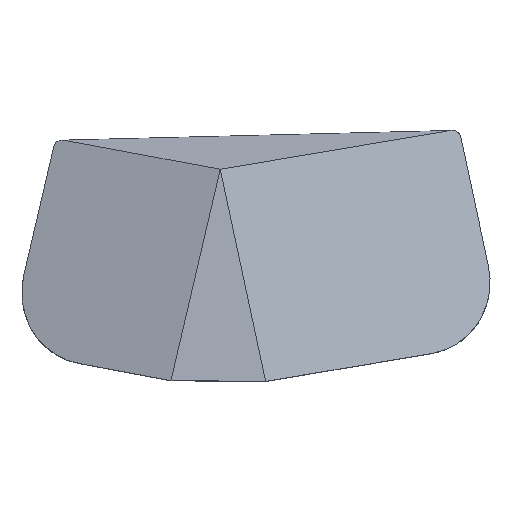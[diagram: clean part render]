
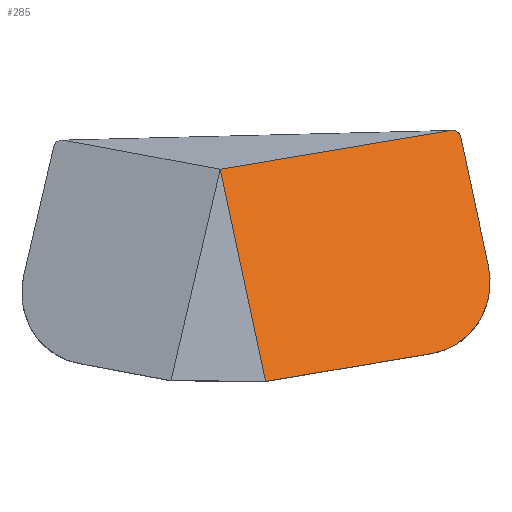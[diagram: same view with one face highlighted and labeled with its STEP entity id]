
A CAD part, top view. The second image highlights one B-rep face of the part: STEP entity #285.
In plain terms, the highlighted planar face has unit normal (0.294, 0.186, 0.937).
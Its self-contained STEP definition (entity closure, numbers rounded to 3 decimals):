
#24 = VERTEX_POINT('',#25);
#25 = CARTESIAN_POINT('',(307.602,-109.963,
    75.355));
#32 = PLANE('',#33);
#33 = AXIS2_PLACEMENT_3D('',#34,#35,#36);
#34 = CARTESIAN_POINT('',(291.898,-36.714,
    -9.288));
#35 = DIRECTION('',(0.978,0.21,-0.));
#36 = DIRECTION('',(-0.208,0.97,-0.128));
#44 = SURFACE_OF_LINEAR_EXTRUSION('',#45,#50);
#45 = CIRCLE('',#46,90.);
#46 = AXIS2_PLACEMENT_3D('',#47,#48,#49);
#47 = CARTESIAN_POINT('',(223.644,-124.124,-45.483
    ));
#48 = DIRECTION('',(0.294,0.186,0.937));
#49 = DIRECTION('',(0.208,-0.97,0.128));
#50 = VECTOR('',#51,1.);
#51 = DIRECTION('',(0.,0.,1.));
#86 = VERTEX_POINT('',#87);
#87 = CARTESIAN_POINT('',(276.194,36.536,56.068
    ));
#101 = SURFACE_OF_LINEAR_EXTRUSION('',#102,#107);
#102 = CIRCLE('',#103,10.);
#103 = AXIS2_PLACEMENT_3D('',#104,#105,#106);
#104 = CARTESIAN_POINT('',(266.866,34.962,
    -90.691));
#105 = DIRECTION('',(0.294,0.186,0.937));
#106 = DIRECTION('',(0.933,0.157,-0.324));
#107 = VECTOR('',#108,1.);
#108 = DIRECTION('',(0.,0.,1.));
#115 = EDGE_CURVE('',#24,#86,#116,.T.);
#116 = SURFACE_CURVE('',#117,(#121,#128),.PCURVE_S1.);
#117 = LINE('',#118,#119);
#118 = CARTESIAN_POINT('',(307.602,-109.963,
    75.355));
#119 = VECTOR('',#120,1.);
#120 = DIRECTION('',(-0.208,0.97,-0.128));
#121 = PCURVE('',#32,#122);
#122 = DEFINITIONAL_REPRESENTATION('',(#123),#127);
#123 = LINE('',#124,#125);
#124 = CARTESIAN_POINT('',(-85.108,74.386));
#125 = VECTOR('',#126,1.);
#126 = DIRECTION('',(1.,0.));
#127 = ( GEOMETRIC_REPRESENTATION_CONTEXT(2) 
PARAMETRIC_REPRESENTATION_CONTEXT() REPRESENTATION_CONTEXT('2D SPACE',''
  ) );
#128 = PCURVE('',#129,#134);
#129 = PLANE('',#130);
#130 = AXIS2_PLACEMENT_3D('',#131,#132,#133);
#131 = CARTESIAN_POINT('',(155.626,-94.906,
    120.047));
#132 = DIRECTION('',(0.294,0.186,0.937));
#133 = DIRECTION('',(0.954,0.,-0.299));
#134 = DEFINITIONAL_REPRESENTATION('',(#135),#139);
#135 = LINE('',#136,#137);
#136 = CARTESIAN_POINT('',(158.386,-15.326));
#137 = VECTOR('',#138,1.);
#138 = DIRECTION('',(-0.16,0.987));
#139 = ( GEOMETRIC_REPRESENTATION_CONTEXT(2) 
PARAMETRIC_REPRESENTATION_CONTEXT() REPRESENTATION_CONTEXT('2D SPACE',''
  ) );
#147 = VERTEX_POINT('',#148);
#148 = CARTESIAN_POINT('',(242.356,-211.404,
    116.007));
#161 = PLANE('',#162);
#162 = AXIS2_PLACEMENT_3D('',#163,#164,#165);
#163 = CARTESIAN_POINT('',(147.277,-227.44,
    74.031));
#164 = DIRECTION('',(0.166,-0.986,0.));
#165 = DIRECTION('',(0.933,0.157,-0.324));
#264 = EDGE_CURVE('',#147,#24,#265,.T.);
#265 = SURFACE_CURVE('',#266,(#271,#278),.PCURVE_S1.);
#266 = CIRCLE('',#267,90.);
#267 = AXIS2_PLACEMENT_3D('',#268,#269,#270);
#268 = CARTESIAN_POINT('',(223.644,-124.124,
    104.517));
#269 = DIRECTION('',(0.294,0.186,0.937));
#270 = DIRECTION('',(0.208,-0.97,0.128));
#271 = PCURVE('',#44,#272);
#272 = DEFINITIONAL_REPRESENTATION('',(#273),#277);
#273 = LINE('',#274,#275);
#274 = CARTESIAN_POINT('',(0.,150.));
#275 = VECTOR('',#276,1.);
#276 = DIRECTION('',(1.,0.));
#277 = ( GEOMETRIC_REPRESENTATION_CONTEXT(2) 
PARAMETRIC_REPRESENTATION_CONTEXT() REPRESENTATION_CONTEXT('2D SPACE',''
  ) );
#278 = PCURVE('',#129,#279);
#279 = DEFINITIONAL_REPRESENTATION('',(#280),#284);
#280 = CIRCLE('',#281,90.);
#281 = AXIS2_PLACEMENT_2D('',#282,#283);
#282 = CARTESIAN_POINT('',(69.548,-29.74));
#283 = DIRECTION('',(0.16,-0.987));
#284 = ( GEOMETRIC_REPRESENTATION_CONTEXT(2) 
PARAMETRIC_REPRESENTATION_CONTEXT() REPRESENTATION_CONTEXT('2D SPACE',''
  ) );
#285 = ADVANCED_FACE('',(#286),#129,.T.);
#286 = FACE_BOUND('',#287,.T.);
#287 = EDGE_LOOP('',(#288,#318,#339,#340,#341,#365));
#288 = ORIENTED_EDGE('',*,*,#289,.T.);
#289 = EDGE_CURVE('',#290,#292,#294,.T.);
#290 = VERTEX_POINT('',#291);
#291 = CARTESIAN_POINT('',(0.,0.,150.));
#292 = VERTEX_POINT('',#293);
#293 = CARTESIAN_POINT('',(52.199,-243.477,
    182.054));
#294 = SURFACE_CURVE('',#295,(#299,#306),.PCURVE_S1.);
#295 = LINE('',#296,#297);
#296 = CARTESIAN_POINT('',(0.,0.,150.));
#297 = VECTOR('',#298,1.);
#298 = DIRECTION('',(0.208,-0.97,0.128));
#299 = PCURVE('',#129,#300);
#300 = DEFINITIONAL_REPRESENTATION('',(#301),#305);
#301 = LINE('',#302,#303);
#302 = CARTESIAN_POINT('',(-157.455,96.6));
#303 = VECTOR('',#304,1.);
#304 = DIRECTION('',(0.16,-0.987));
#305 = ( GEOMETRIC_REPRESENTATION_CONTEXT(2) 
PARAMETRIC_REPRESENTATION_CONTEXT() REPRESENTATION_CONTEXT('2D SPACE',''
  ) );
#306 = PCURVE('',#307,#312);
#307 = PLANE('',#308);
#308 = AXIS2_PLACEMENT_3D('',#309,#310,#311);
#309 = CARTESIAN_POINT('',(-1.26,-143.122,
    168.842));
#310 = DIRECTION('',(0.,-0.131,-0.991)
  );
#311 = DIRECTION('',(0.,-0.991,0.131));
#312 = DEFINITIONAL_REPRESENTATION('',(#313),#317);
#313 = LINE('',#314,#315);
#314 = CARTESIAN_POINT('',(-144.357,-1.26));
#315 = VECTOR('',#316,1.);
#316 = DIRECTION('',(0.978,-0.208));
#317 = ( GEOMETRIC_REPRESENTATION_CONTEXT(2) 
PARAMETRIC_REPRESENTATION_CONTEXT() REPRESENTATION_CONTEXT('2D SPACE',''
  ) );
#318 = ORIENTED_EDGE('',*,*,#319,.T.);
#319 = EDGE_CURVE('',#292,#147,#320,.T.);
#320 = SURFACE_CURVE('',#321,(#325,#332),.PCURVE_S1.);
#321 = LINE('',#322,#323);
#322 = CARTESIAN_POINT('',(52.199,-243.477,
    182.054));
#323 = VECTOR('',#324,1.);
#324 = DIRECTION('',(0.933,0.157,-0.324));
#325 = PCURVE('',#129,#326);
#326 = DEFINITIONAL_REPRESENTATION('',(#327),#331);
#327 = LINE('',#328,#329);
#328 = CARTESIAN_POINT('',(-117.247,-151.223));
#329 = VECTOR('',#330,1.);
#330 = DIRECTION('',(0.987,0.16));
#331 = ( GEOMETRIC_REPRESENTATION_CONTEXT(2) 
PARAMETRIC_REPRESENTATION_CONTEXT() REPRESENTATION_CONTEXT('2D SPACE',''
  ) );
#332 = PCURVE('',#161,#333);
#333 = DEFINITIONAL_REPRESENTATION('',(#334),#338);
#334 = LINE('',#335,#336);
#335 = CARTESIAN_POINT('',(-126.221,70.954));
#336 = VECTOR('',#337,1.);
#337 = DIRECTION('',(1.,0.));
#338 = ( GEOMETRIC_REPRESENTATION_CONTEXT(2) 
PARAMETRIC_REPRESENTATION_CONTEXT() REPRESENTATION_CONTEXT('2D SPACE',''
  ) );
#339 = ORIENTED_EDGE('',*,*,#264,.T.);
#340 = ORIENTED_EDGE('',*,*,#115,.T.);
#341 = ORIENTED_EDGE('',*,*,#342,.T.);
#342 = EDGE_CURVE('',#86,#343,#345,.T.);
#343 = VERTEX_POINT('',#344);
#344 = CARTESIAN_POINT('',(264.787,44.66,
    58.032));
#345 = SURFACE_CURVE('',#346,(#351,#358),.PCURVE_S1.);
#346 = CIRCLE('',#347,10.);
#347 = AXIS2_PLACEMENT_3D('',#348,#349,#350);
#348 = CARTESIAN_POINT('',(266.866,34.962,
    59.309));
#349 = DIRECTION('',(0.294,0.186,0.937));
#350 = DIRECTION('',(0.933,0.157,-0.324));
#351 = PCURVE('',#129,#352);
#352 = DEFINITIONAL_REPRESENTATION('',(#353),#357);
#353 = CIRCLE('',#354,10.);
#354 = AXIS2_PLACEMENT_2D('',#355,#356);
#355 = CARTESIAN_POINT('',(124.322,132.187));
#356 = DIRECTION('',(0.987,0.16));
#357 = ( GEOMETRIC_REPRESENTATION_CONTEXT(2) 
PARAMETRIC_REPRESENTATION_CONTEXT() REPRESENTATION_CONTEXT('2D SPACE',''
  ) );
#358 = PCURVE('',#101,#359);
#359 = DEFINITIONAL_REPRESENTATION('',(#360),#364);
#360 = LINE('',#361,#362);
#361 = CARTESIAN_POINT('',(0.,150.));
#362 = VECTOR('',#363,1.);
#363 = DIRECTION('',(1.,0.));
#364 = ( GEOMETRIC_REPRESENTATION_CONTEXT(2) 
PARAMETRIC_REPRESENTATION_CONTEXT() REPRESENTATION_CONTEXT('2D SPACE',''
  ) );
#365 = ORIENTED_EDGE('',*,*,#366,.T.);
#366 = EDGE_CURVE('',#343,#290,#367,.T.);
#367 = SURFACE_CURVE('',#368,(#372,#379),.PCURVE_S1.);
#368 = LINE('',#369,#370);
#369 = CARTESIAN_POINT('',(264.787,44.66,
    58.032));
#370 = VECTOR('',#371,1.);
#371 = DIRECTION('',(-0.933,-0.157,0.324));
#372 = PCURVE('',#129,#373);
#373 = DEFINITIONAL_REPRESENTATION('',(#374),#378);
#374 = LINE('',#375,#376);
#375 = CARTESIAN_POINT('',(122.72,142.057));
#376 = VECTOR('',#377,1.);
#377 = DIRECTION('',(-0.987,-0.16));
#378 = ( GEOMETRIC_REPRESENTATION_CONTEXT(2) 
PARAMETRIC_REPRESENTATION_CONTEXT() REPRESENTATION_CONTEXT('2D SPACE',''
  ) );
#379 = PCURVE('',#380,#385);
#380 = PLANE('',#381);
#381 = AXIS2_PLACEMENT_3D('',#382,#383,#384);
#382 = CARTESIAN_POINT('',(42.448,29.262,
    91.821));
#383 = DIRECTION('',(0.007,0.891,0.453));
#384 = DIRECTION('',(0.,-0.454,0.891)
  );
#385 = DEFINITIONAL_REPRESENTATION('',(#386),#390);
#386 = LINE('',#387,#388);
#387 = CARTESIAN_POINT('',(-37.098,222.345));
#388 = VECTOR('',#389,1.);
#389 = DIRECTION('',(0.36,-0.933));
#390 = ( GEOMETRIC_REPRESENTATION_CONTEXT(2) 
PARAMETRIC_REPRESENTATION_CONTEXT() REPRESENTATION_CONTEXT('2D SPACE',''
  ) );
